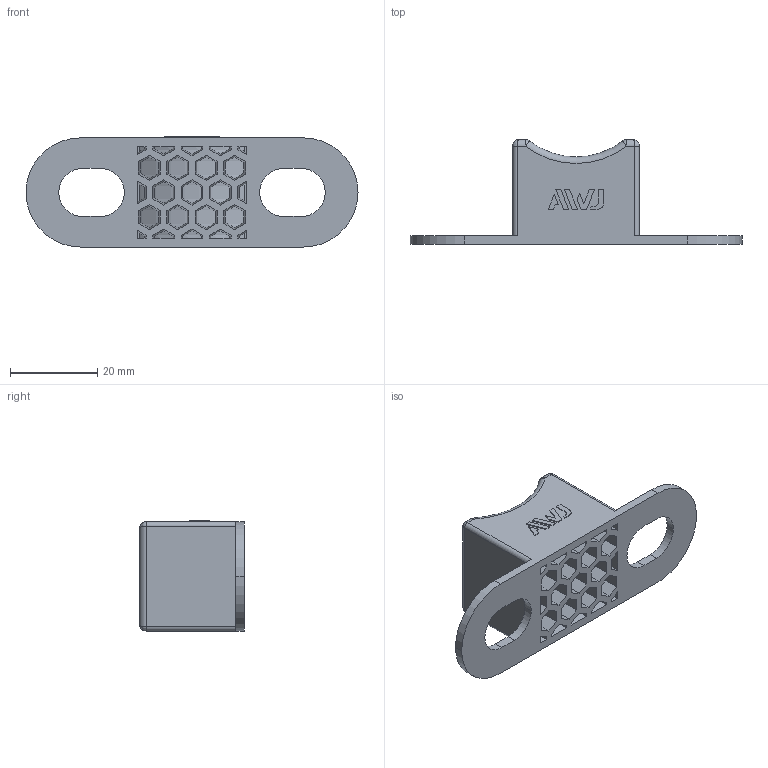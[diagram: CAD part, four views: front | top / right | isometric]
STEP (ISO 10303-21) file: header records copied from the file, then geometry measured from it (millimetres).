
FILE_DESCRIPTION( ( 'STEP AP203' ), '1' );
FILE_NAME( 'SG25・30SU.step', '2022-07-19T04:39:44', ( ' ' ), ( ' ' ), 'XStep 1.0', ' ', ' ' );
FILE_SCHEMA( ( 'CONFIG_CONTROL_DESIGN' ) );
Length unit declared in the file: millimetre
Products named in the file (1): 1
Bounding box: 76 x 24 x 25.2 mm (x, y, z)
Volume: 12449.2 mm3; surface area: 11102.5 mm2
Topology: 1 solids, 1 shells, 230 faces, 584 edges, 376 vertices
Faces by surface type: plane 170, cylinder 50, bspline 4, sphere 4, torus 2
Entity records: 7358 total; most frequent: CARTESIAN_POINT 1683, DIRECTION 1164, ORIENTED_EDGE 1152, EDGE_CURVE 576, LINE 442, VECTOR 442, VERTEX_POINT 376, AXIS2_PLACEMENT_3D 361
